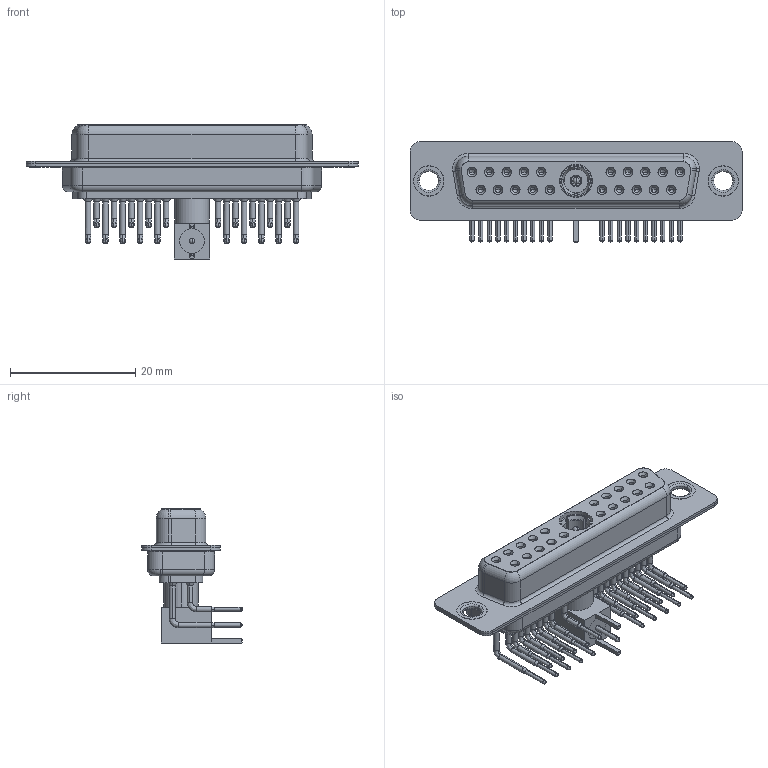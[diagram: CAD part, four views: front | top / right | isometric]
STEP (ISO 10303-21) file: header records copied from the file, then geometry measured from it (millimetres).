
FILE_DESCRIPTION (( 'STEP AP203' ), '1' );
FILE_NAME ('630-21W1240-5N1.STEP', '2022-06-02T19:27:34', ( '' ), ( '' ), 'SwSTEP 2.0', 'SolidWorks 2020', '' );
FILE_SCHEMA (( 'CONFIG_CONTROL_DESIGN' ));
Length unit declared in the file: millimetre
Products named in the file (14): 630Combo Housing_21W1; Locking Collar; 630Combo Shell Front_25 Contacts; 630Combo Shell Rear_25 Contacts; 630Combo Contact Row 1; Co-Ax Plug_RA PC Tail; RA Back Shell; Pin_RA; Co-Ax Plug Assy_RA; Insulator RA Pin; Insulator Pin_Straight PC Tail; 630Combo Contact Row 2; 630-21W1240-5N1; 630Combo Thru Hole Rivet
Assembly tree (32 placements, depth 3):
  630-21W1240-5N1
    630Combo Housing_21W1
    630Combo Shell Front_25 Contacts
    630Combo Shell Rear_25 Contacts
    630Combo Thru Hole Rivet  x2
    Co-Ax Plug Assy_RA
      Co-Ax Plug_RA PC Tail
      Insulator Pin_Straight PC Tail
      Pin_RA
      Locking Collar
      RA Back Shell
      Insulator RA Pin
    630Combo Contact Row 1  x10
    630Combo Contact Row 2  x10
Bounding box: 53.05 x 16 x 21.41 mm (x, y, z)
Volume: 4114.7 mm3; surface area: 9826.7 mm2
Topology: 31 solids, 31 shells, 1481 faces, 3704 edges, 2322 vertices
Faces by surface type: cylinder 646, plane 434, cone 245, bspline 81, torus 71, sphere 4
Entity records: 23923 total; most frequent: CARTESIAN_POINT 4184, DIRECTION 4093, ORIENTED_EDGE 3436, EDGE_CURVE 1718, AXIS2_PLACEMENT_3D 1694, VERTEX_POINT 1090, CIRCLE 926, EDGE_LOOP 894
